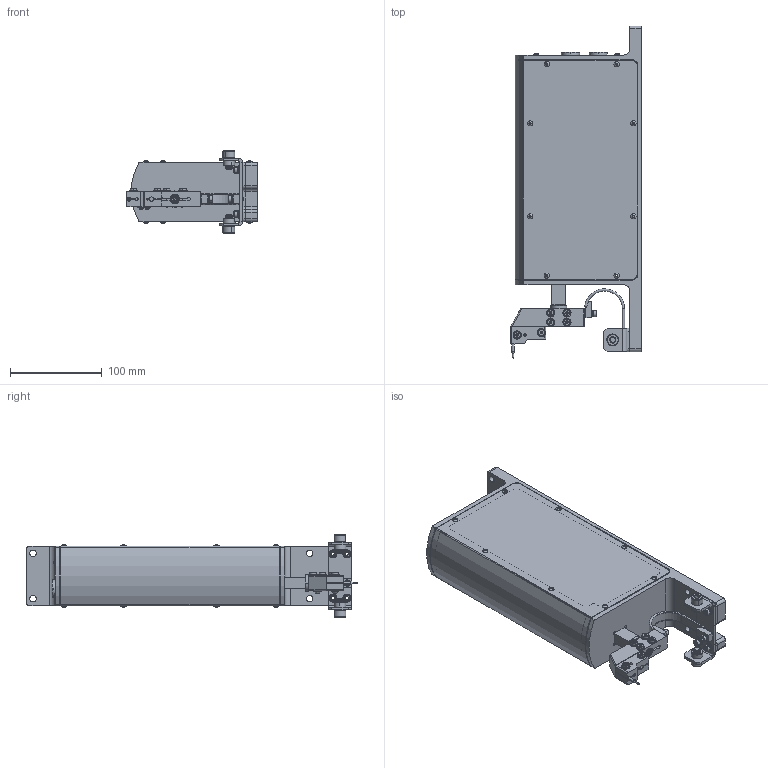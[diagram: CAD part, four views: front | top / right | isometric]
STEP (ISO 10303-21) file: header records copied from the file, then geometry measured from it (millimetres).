
FILE_DESCRIPTION (( 'STEP AP214' ), '1' );
FILE_NAME ('2-324-XX.STEP', '2015-02-28T01:52:59', ( 'USER-PC' ), ( '' ), 'SwSTEP 2.0', 'SolidWorks 2014', '' );
FILE_SCHEMA (( 'AUTOMOTIVE_DESIGN' ));
Length unit declared in the file: inch
Products named in the file (1): 2-324-XX
Bounding box: 142.66 x 362.57 x 90.17 mm (x, y, z)
Surface area: 206651.7 mm2 (no closed solid volume)
Topology: 0 solids, 108 shells, 1063 faces, 3653 edges, 2539 vertices
Faces by surface type: plane 430, cylinder 407, cone 154, torus 52, bspline 16, sphere 4
Entity records: 67370 total; most frequent: CARTESIAN_POINT 22415, DIRECTION 6722, ORIENTED_EDGE 5703, EDGE_CURVE 3651, AXIS2_PLACEMENT_3D 2596, VERTEX_POINT 2539, CIRCLE 1548, VECTOR 1530
